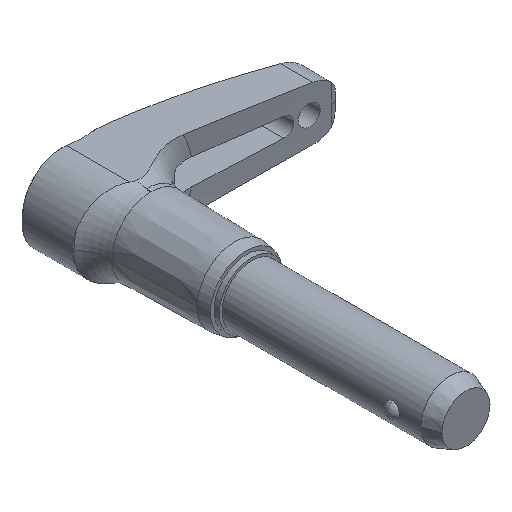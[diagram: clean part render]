
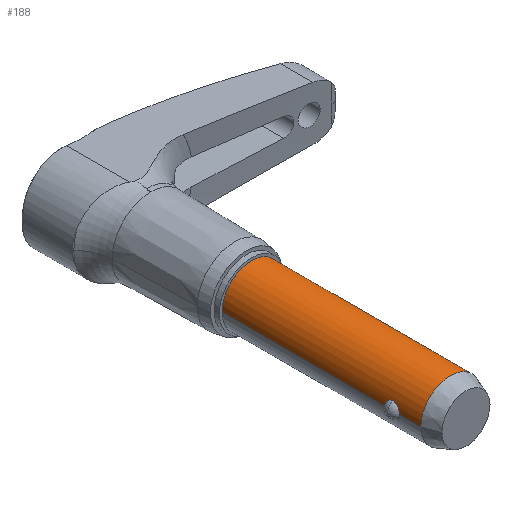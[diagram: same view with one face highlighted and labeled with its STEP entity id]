
A CAD part, isometric view. The second image highlights one B-rep face of the part: STEP entity #188.
In plain terms, the highlighted cylindrical face has radius 5.556 mm (diameter 11.113 mm), a partial arc.
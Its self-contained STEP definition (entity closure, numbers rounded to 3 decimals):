
#188=ADVANCED_FACE('',(#388),#389,.T.);
#388=FACE_OUTER_BOUND('',#597,.T.);
#389=CYLINDRICAL_SURFACE('',#598,5.556);
#597=EDGE_LOOP('',(#1098,#1099,#1100,#1101,#1102,#1103,#1104,#1105,#1106,#1107));
#598=AXIS2_PLACEMENT_3D('',#1108,#1109,#1110);
#1098=ORIENTED_EDGE('',*,*,#1374,.T.);
#1099=ORIENTED_EDGE('',*,*,#1412,.T.);
#1100=ORIENTED_EDGE('',*,*,#1467,.T.);
#1101=ORIENTED_EDGE('',*,*,#1380,.T.);
#1102=ORIENTED_EDGE('',*,*,#1472,.F.);
#1103=ORIENTED_EDGE('',*,*,#1378,.T.);
#1104=ORIENTED_EDGE('',*,*,#1409,.T.);
#1105=ORIENTED_EDGE('',*,*,#1369,.T.);
#1106=ORIENTED_EDGE('',*,*,#1376,.T.);
#1107=ORIENTED_EDGE('',*,*,#1444,.T.);
#1108=CARTESIAN_POINT('',(0.0,-20.066,0.0));
#1109=DIRECTION('',(-0.0,1.0,0.0));
#1110=DIRECTION('',(1.0,0.0,0.0));
#1369=EDGE_CURVE('',#1673,#1676,#1678,.T.);
#1374=EDGE_CURVE('',#1685,#1686,#1687,.T.);
#1376=EDGE_CURVE('',#1676,#1688,#1690,.T.);
#1378=EDGE_CURVE('',#1693,#1691,#1694,.T.);
#1380=EDGE_CURVE('',#1697,#1695,#1698,.T.);
#1409=EDGE_CURVE('',#1691,#1673,#1738,.T.);
#1412=EDGE_CURVE('',#1686,#1740,#1742,.T.);
#1444=EDGE_CURVE('',#1688,#1685,#1785,.T.);
#1467=EDGE_CURVE('',#1740,#1697,#1811,.T.);
#1472=EDGE_CURVE('',#1693,#1695,#1816,.T.);
#1673=VERTEX_POINT('',#2512);
#1676=VERTEX_POINT('',#2515);
#1678=B_SPLINE_CURVE_WITH_KNOTS('',3,(#2530,#2531,#2532,#2533,#2534,#2535,#2536,#2537,#2538,#2539,#2540,#2541,#2542,#2543),.UNSPECIFIED.,.F.,.F.,(4,2,2,2,2,2,4),(0.0,0.475,0.949,1.169,1.388,1.754,2.12),.UNSPECIFIED.);
#1685=VERTEX_POINT('',#2550);
#1686=VERTEX_POINT('',#2551);
#1687=LINE('',#2552,#2553);
#1688=VERTEX_POINT('',#2554);
#1690=LINE('',#2556,#2557);
#1691=VERTEX_POINT('',#2558);
#1693=VERTEX_POINT('',#2573);
#1694=LINE('',#2574,#2575);
#1695=VERTEX_POINT('',#2576);
#1697=VERTEX_POINT('',#2578);
#1698=LINE('',#2579,#2580);
#1738=B_SPLINE_CURVE_WITH_KNOTS('',3,(#2729,#2730,#2731,#2732,#2733,#2734,#2735,#2736,#2737,#2738,#2739,#2740,#2741,#2742),.UNSPECIFIED.,.F.,.F.,(4,2,2,2,2,2,4),(6.359,6.724,7.09,7.309,7.529,8.003,8.478),.UNSPECIFIED.);
#1740=VERTEX_POINT('',#2744);
#1742=B_SPLINE_CURVE_WITH_KNOTS('',3,(#2746,#2747,#2748,#2749,#2750,#2751,#2752,#2753,#2754,#2755,#2756,#2757,#2758,#2759),.UNSPECIFIED.,.F.,.F.,(4,2,2,2,2,2,4),(2.12,2.485,2.851,3.07,3.29,3.764,4.239),.UNSPECIFIED.);
#1785=CIRCLE('',#3054,5.556);
#1811=B_SPLINE_CURVE_WITH_KNOTS('',3,(#3171,#3172,#3173,#3174,#3175,#3176,#3177,#3178,#3179,#3180,#3181,#3182,#3183,#3184),.UNSPECIFIED.,.F.,.F.,(4,2,2,2,2,2,4),(4.239,4.714,5.188,5.408,5.627,5.993,6.359),.UNSPECIFIED.);
#1816=CIRCLE('',#3198,5.556);
#2512=CARTESIAN_POINT('',(-5.365,-31.858,1.446));
#2515=CARTESIAN_POINT('',(-5.556,-33.237,0.));
#2530=CARTESIAN_POINT('',(-5.365,-31.858,1.446));
#2531=CARTESIAN_POINT('',(-5.365,-32.016,1.446));
#2532=CARTESIAN_POINT('',(-5.373,-32.185,1.416));
#2533=CARTESIAN_POINT('',(-5.404,-32.499,1.294));
#2534=CARTESIAN_POINT('',(-5.426,-32.643,1.203));
#2535=CARTESIAN_POINT('',(-5.456,-32.813,1.049));
#2536=CARTESIAN_POINT('',(-5.467,-32.868,0.992));
#2537=CARTESIAN_POINT('',(-5.488,-32.967,0.868));
#2538=CARTESIAN_POINT('',(-5.499,-33.011,0.801));
#2539=CARTESIAN_POINT('',(-5.521,-33.105,0.632));
#2540=CARTESIAN_POINT('',(-5.534,-33.156,0.509));
#2541=CARTESIAN_POINT('',(-5.552,-33.221,0.254));
#2542=CARTESIAN_POINT('',(-5.556,-33.237,0.122));
#2543=CARTESIAN_POINT('',(-5.556,-33.237,0.));
#2550=CARTESIAN_POINT('',(5.556,-37.236,0.0));
#2551=CARTESIAN_POINT('',(5.556,-33.237,0.));
#2552=CARTESIAN_POINT('',(5.556,-20.066,0.));
#2553=VECTOR('',#3369,1.0);
#2554=CARTESIAN_POINT('',(-5.556,-37.236,0.));
#2556=CARTESIAN_POINT('',(-5.556,-20.066,0.));
#2557=VECTOR('',#3373,1.0);
#2558=CARTESIAN_POINT('',(-5.556,-30.48,0.));
#2573=CARTESIAN_POINT('',(-5.556,0.0,0.));
#2574=CARTESIAN_POINT('',(-5.556,-20.066,0.));
#2575=VECTOR('',#3374,1.0);
#2576=CARTESIAN_POINT('',(5.556,0.0,0.0));
#2578=CARTESIAN_POINT('',(5.556,-30.48,0.));
#2579=CARTESIAN_POINT('',(5.556,-20.066,0.));
#2580=VECTOR('',#3378,1.0);
#2729=CARTESIAN_POINT('',(-5.556,-30.48,0.));
#2730=CARTESIAN_POINT('',(-5.556,-30.48,0.122));
#2731=CARTESIAN_POINT('',(-5.552,-30.495,0.254));
#2732=CARTESIAN_POINT('',(-5.534,-30.561,0.509));
#2733=CARTESIAN_POINT('',(-5.521,-30.611,0.632));
#2734=CARTESIAN_POINT('',(-5.499,-30.706,0.801));
#2735=CARTESIAN_POINT('',(-5.488,-30.75,0.868));
#2736=CARTESIAN_POINT('',(-5.467,-30.848,0.992));
#2737=CARTESIAN_POINT('',(-5.456,-30.903,1.049));
#2738=CARTESIAN_POINT('',(-5.426,-31.074,1.203));
#2739=CARTESIAN_POINT('',(-5.404,-31.218,1.294));
#2740=CARTESIAN_POINT('',(-5.373,-31.531,1.416));
#2741=CARTESIAN_POINT('',(-5.365,-31.7,1.446));
#2742=CARTESIAN_POINT('',(-5.365,-31.858,1.446));
#2744=CARTESIAN_POINT('',(5.365,-31.858,1.446));
#2746=CARTESIAN_POINT('',(5.556,-33.237,0.));
#2747=CARTESIAN_POINT('',(5.556,-33.237,0.122));
#2748=CARTESIAN_POINT('',(5.552,-33.221,0.254));
#2749=CARTESIAN_POINT('',(5.534,-33.156,0.509));
#2750=CARTESIAN_POINT('',(5.521,-33.105,0.632));
#2751=CARTESIAN_POINT('',(5.499,-33.011,0.801));
#2752=CARTESIAN_POINT('',(5.488,-32.967,0.868));
#2753=CARTESIAN_POINT('',(5.467,-32.868,0.992));
#2754=CARTESIAN_POINT('',(5.456,-32.813,1.049));
#2755=CARTESIAN_POINT('',(5.426,-32.643,1.203));
#2756=CARTESIAN_POINT('',(5.404,-32.499,1.294));
#2757=CARTESIAN_POINT('',(5.373,-32.185,1.416));
#2758=CARTESIAN_POINT('',(5.365,-32.016,1.446));
#2759=CARTESIAN_POINT('',(5.365,-31.858,1.446));
#3054=AXIS2_PLACEMENT_3D('',#3445,#3446,#3447);
#3171=CARTESIAN_POINT('',(5.365,-31.858,1.446));
#3172=CARTESIAN_POINT('',(5.365,-31.7,1.446));
#3173=CARTESIAN_POINT('',(5.373,-31.531,1.416));
#3174=CARTESIAN_POINT('',(5.404,-31.218,1.294));
#3175=CARTESIAN_POINT('',(5.426,-31.074,1.203));
#3176=CARTESIAN_POINT('',(5.456,-30.903,1.049));
#3177=CARTESIAN_POINT('',(5.467,-30.848,0.992));
#3178=CARTESIAN_POINT('',(5.488,-30.75,0.868));
#3179=CARTESIAN_POINT('',(5.499,-30.706,0.801));
#3180=CARTESIAN_POINT('',(5.521,-30.611,0.632));
#3181=CARTESIAN_POINT('',(5.534,-30.561,0.509));
#3182=CARTESIAN_POINT('',(5.552,-30.495,0.254));
#3183=CARTESIAN_POINT('',(5.556,-30.48,0.122));
#3184=CARTESIAN_POINT('',(5.556,-30.48,0.));
#3198=AXIS2_PLACEMENT_3D('',#3472,#3473,#3474);
#3369=DIRECTION('',(0.0,1.0,0.0));
#3373=DIRECTION('',(-0.0,-1.0,-0.0));
#3374=DIRECTION('',(-0.0,-1.0,-0.0));
#3378=DIRECTION('',(0.0,1.0,0.0));
#3445=CARTESIAN_POINT('',(0.0,-37.236,0.0));
#3446=DIRECTION('',(0.,1.0,0.0));
#3447=DIRECTION('',(1.0,0.,0.0));
#3472=CARTESIAN_POINT('',(0.0,0.0,0.0));
#3473=DIRECTION('',(-0.0,1.0,0.0));
#3474=DIRECTION('',(1.0,0.0,0.0));
